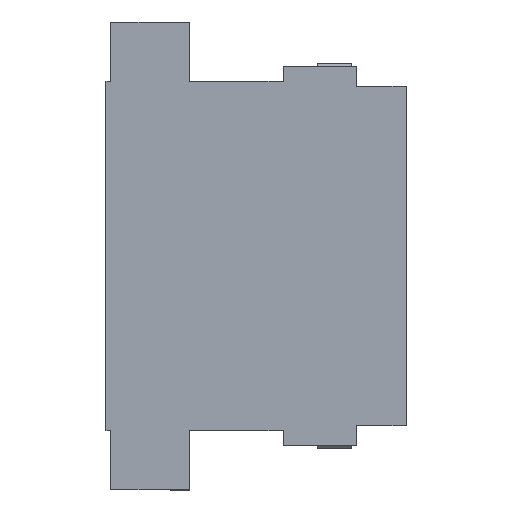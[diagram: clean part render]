
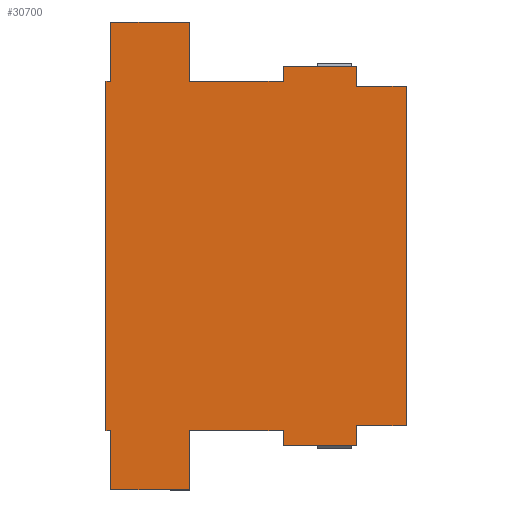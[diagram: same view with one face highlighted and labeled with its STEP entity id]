
A CAD part, top view. The second image highlights one B-rep face of the part: STEP entity #30700.
In plain terms, the highlighted planar face has unit normal (0, 0, 1).
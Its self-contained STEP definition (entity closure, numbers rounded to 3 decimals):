
#4520=CARTESIAN_POINT('',(20.195,-20.7,
4.55));
#4530=VERTEX_POINT('',#4520);
#4560=CARTESIAN_POINT('',(19.945,-20.7,
4.55));
#4570=DIRECTION('',(1.,0.,0.));
#4580=VECTOR('',#4570,1.);
#4590=LINE('',#4560,#4580);
#4600=CARTESIAN_POINT('',(21.685,-20.7,
4.55));
#4610=VERTEX_POINT('',#4600);
#4620=EDGE_CURVE('',#4530,#4610,#4590,.T.);
#11110=CARTESIAN_POINT('',(21.685,-20.3,
4.55));
#11120=VERTEX_POINT('',#11110);
#11150=CARTESIAN_POINT('',(19.945,-20.3,
4.55));
#11160=DIRECTION('',(1.,0.,0.));
#11170=VECTOR('',#11160,1.);
#11180=LINE('',#11150,#11170);
#11190=CARTESIAN_POINT('',(22.695,-20.3,
4.55));
#11200=VERTEX_POINT('',#11190);
#11210=EDGE_CURVE('',#11120,#11200,#11180,.T.);
#13910=CARTESIAN_POINT('',(20.195,-20.645,
4.55));
#13920=DIRECTION('',(0.,-1.,0.));
#13930=VECTOR('',#13920,1.);
#13940=LINE('',#13910,#13930);
#13950=CARTESIAN_POINT('',(20.195,-20.395,
4.55));
#13960=VERTEX_POINT('',#13950);
#13970=EDGE_CURVE('',#13960,#4530,#13940,.T.);
#15000=CARTESIAN_POINT('',(16.695,-20.645,
4.55));
#15010=DIRECTION('',(0.,1.,0.));
#15020=VECTOR('',#15010,1.);
#15030=LINE('',#15000,#15020);
#15040=CARTESIAN_POINT('',(16.695,-21.6,
4.55));
#15050=VERTEX_POINT('',#15040);
#15060=CARTESIAN_POINT('',(16.695,-20.395,
4.55));
#15070=VERTEX_POINT('',#15060);
#15080=EDGE_CURVE('',#15050,#15070,#15030,.T.);
#15950=CARTESIAN_POINT('',(19.945,-21.6,
4.55));
#15960=DIRECTION('',(1.,0.,0.));
#15970=VECTOR('',#15960,1.);
#15980=LINE('',#15950,#15970);
#15990=CARTESIAN_POINT('',(18.295,-21.6,
4.55));
#16000=VERTEX_POINT('',#15990);
#16010=EDGE_CURVE('',#15050,#16000,#15980,.T.);
#19640=CARTESIAN_POINT('',(21.685,-20.645,
4.55));
#19650=DIRECTION('',(0.,1.,0.));
#19660=VECTOR('',#19650,1.);
#19670=LINE('',#19640,#19660);
#19680=EDGE_CURVE('',#4610,#11120,#19670,.T.);
#20520=CARTESIAN_POINT('',(21.685,-13.4,
4.55));
#20530=VERTEX_POINT('',#20520);
#20560=CARTESIAN_POINT('',(21.685,-20.645,
4.55));
#20570=DIRECTION('',(0.,1.,0.));
#20580=VECTOR('',#20570,1.);
#20590=LINE('',#20560,#20580);
#20600=CARTESIAN_POINT('',(21.685,-13.,
4.55));
#20610=VERTEX_POINT('',#20600);
#20620=EDGE_CURVE('',#20530,#20610,#20590,.T.);
#22360=CARTESIAN_POINT('',(18.295,-20.645,
4.55));
#22370=DIRECTION('',(0.,1.,0.));
#22380=VECTOR('',#22370,1.);
#22390=LINE('',#22360,#22380);
#22400=CARTESIAN_POINT('',(18.295,-20.395,
4.55));
#22410=VERTEX_POINT('',#22400);
#22420=EDGE_CURVE('',#16000,#22410,#22390,.T.);
#23410=CARTESIAN_POINT('',(20.195,-13.305,
4.55));
#23420=VERTEX_POINT('',#23410);
#23660=CARTESIAN_POINT('',(20.195,-13.,
4.55));
#23670=VERTEX_POINT('',#23660);
#23700=CARTESIAN_POINT('',(20.195,-20.645,
4.55));
#23710=DIRECTION('',(0.,1.,0.));
#23720=VECTOR('',#23710,1.);
#23730=LINE('',#23700,#23720);
#23740=EDGE_CURVE('',#23420,#23670,#23730,.T.);
#25360=CARTESIAN_POINT('',(19.945,-13.,
4.55));
#25370=DIRECTION('',(1.,0.,0.));
#25380=VECTOR('',#25370,1.);
#25390=LINE('',#25360,#25380);
#25400=EDGE_CURVE('',#23670,#20610,#25390,.T.);
#27830=CARTESIAN_POINT('',(16.595,-20.395,
4.55));
#27840=VERTEX_POINT('',#27830);
#27870=CARTESIAN_POINT('',(19.945,-20.395,
4.55));
#27880=DIRECTION('',(1.,0.,0.));
#27890=VECTOR('',#27880,1.);
#27900=LINE('',#27870,#27890);
#27910=EDGE_CURVE('',#27840,#15070,#27900,.T.);
#27960=CARTESIAN_POINT('',(19.945,-20.395,
4.55));
#27970=DIRECTION('',(-1.,0.,0.));
#27980=VECTOR('',#27970,1.);
#27990=LINE('',#27960,#27980);
#28000=EDGE_CURVE('',#13960,#22410,#27990,.T.);
#29300=CARTESIAN_POINT('',(19.945,-13.305,
4.55));
#29310=DIRECTION('',(-1.,0.,0.));
#29320=VECTOR('',#29310,1.);
#29330=LINE('',#29300,#29320);
#29340=CARTESIAN_POINT('',(18.295,-13.305,
4.55));
#29350=VERTEX_POINT('',#29340);
#29360=EDGE_CURVE('',#23420,#29350,#29330,.T.);
#29490=CARTESIAN_POINT('',(16.695,-13.305,
4.55));
#29500=VERTEX_POINT('',#29490);
#29530=CARTESIAN_POINT('',(19.945,-13.305,
4.55));
#29540=DIRECTION('',(1.,0.,0.));
#29550=VECTOR('',#29540,1.);
#29560=LINE('',#29530,#29550);
#29570=CARTESIAN_POINT('',(16.595,-13.305,
4.55));
#29580=VERTEX_POINT('',#29570);
#29590=EDGE_CURVE('',#29580,#29500,#29560,.T.);
#29840=CARTESIAN_POINT('',(16.595,-20.645,
4.55));
#29850=DIRECTION('',(0.,-1.,0.));
#29860=VECTOR('',#29850,1.);
#29870=LINE('',#29840,#29860);
#29880=EDGE_CURVE('',#29580,#27840,#29870,.T.);
#30120=CARTESIAN_POINT('',(16.443,-11.863,
4.55));
#30130=DIRECTION('',(0.,0.,1.));
#30140=DIRECTION('',(0.,1.,0.));
#30150=AXIS2_PLACEMENT_3D('',#30120,#30130,#30140);
#30160=PLANE('',#30150);
#30170=ORIENTED_EDGE('',*,*,#11210,.T.);
#30180=ORIENTED_EDGE('',*,*,#19680,.T.);
#30190=ORIENTED_EDGE('',*,*,#4620,.T.);
#30200=ORIENTED_EDGE('',*,*,#13970,.T.);
#30210=ORIENTED_EDGE('',*,*,#28000,.F.);
#30220=ORIENTED_EDGE('',*,*,#22420,.T.);
#30230=ORIENTED_EDGE('',*,*,#16010,.T.);
#30240=ORIENTED_EDGE('',*,*,#15080,.F.);
#30250=ORIENTED_EDGE('',*,*,#27910,.T.);
#30260=ORIENTED_EDGE('',*,*,#29880,.T.);
#30270=ORIENTED_EDGE('',*,*,#29590,.F.);
#30280=CARTESIAN_POINT('',(16.695,-20.645,
4.55));
#30290=DIRECTION('',(0.,1.,0.));
#30300=VECTOR('',#30290,1.);
#30310=LINE('',#30280,#30300);
#30320=CARTESIAN_POINT('',(16.695,-12.1,
4.55));
#30330=VERTEX_POINT('',#30320);
#30340=EDGE_CURVE('',#29500,#30330,#30310,.T.);
#30350=ORIENTED_EDGE('',*,*,#30340,.F.);
#30360=CARTESIAN_POINT('',(19.945,-12.1,
4.55));
#30370=DIRECTION('',(1.,0.,0.));
#30380=VECTOR('',#30370,1.);
#30390=LINE('',#30360,#30380);
#30400=CARTESIAN_POINT('',(18.295,-12.1,
4.55));
#30410=VERTEX_POINT('',#30400);
#30420=EDGE_CURVE('',#30330,#30410,#30390,.T.);
#30430=ORIENTED_EDGE('',*,*,#30420,.F.);
#30440=CARTESIAN_POINT('',(18.295,-20.645,
4.55));
#30450=DIRECTION('',(0.,-1.,0.));
#30460=VECTOR('',#30450,1.);
#30470=LINE('',#30440,#30460);
#30480=EDGE_CURVE('',#30410,#29350,#30470,.T.);
#30490=ORIENTED_EDGE('',*,*,#30480,.F.);
#30500=ORIENTED_EDGE('',*,*,#29360,.T.);
#30510=ORIENTED_EDGE('',*,*,#23740,.F.);
#30520=ORIENTED_EDGE('',*,*,#25400,.F.);
#30530=ORIENTED_EDGE('',*,*,#20620,.T.);
#30540=CARTESIAN_POINT('',(19.945,-13.4,
4.55));
#30550=DIRECTION('',(1.,0.,0.));
#30560=VECTOR('',#30550,1.);
#30570=LINE('',#30540,#30560);
#30580=CARTESIAN_POINT('',(22.695,-13.4,
4.55));
#30590=VERTEX_POINT('',#30580);
#30600=EDGE_CURVE('',#20530,#30590,#30570,.T.);
#30610=ORIENTED_EDGE('',*,*,#30600,.F.);
#30620=CARTESIAN_POINT('',(22.695,-20.645,
4.55));
#30630=DIRECTION('',(0.,1.,0.));
#30640=VECTOR('',#30630,1.);
#30650=LINE('',#30620,#30640);
#30660=EDGE_CURVE('',#11200,#30590,#30650,.T.);
#30670=ORIENTED_EDGE('',*,*,#30660,.T.);
#30680=EDGE_LOOP('',(#30670,#30610,#30530,#30520,#30510,#30500,#30490,
#30430,#30350,#30270,#30260,#30250,#30240,#30230,#30220,#30210,#30200,
#30190,#30180,#30170));
#30690=FACE_OUTER_BOUND('',#30680,.T.);
#30700=ADVANCED_FACE('',(#30690),#30160,.T.);
